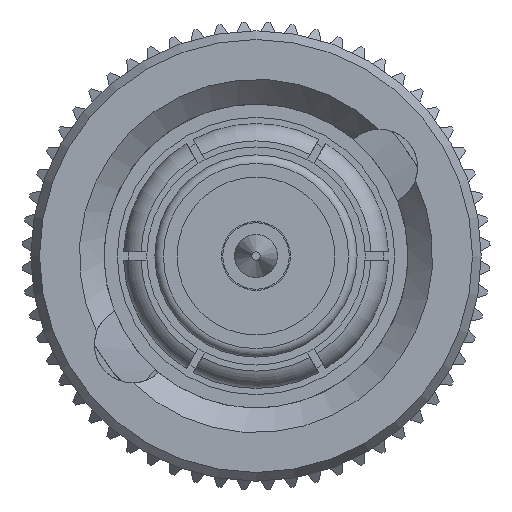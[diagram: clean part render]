
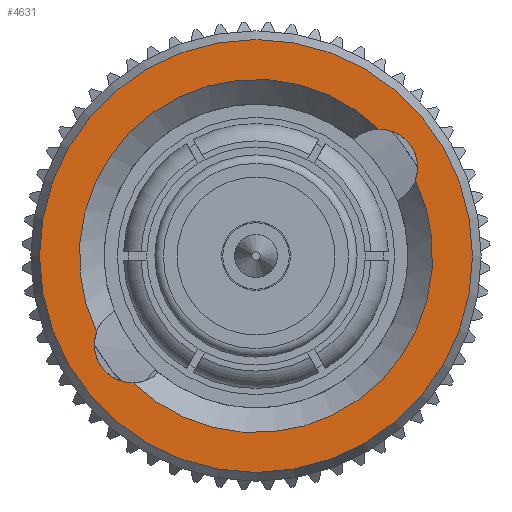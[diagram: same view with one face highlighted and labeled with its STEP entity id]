
A CAD part, left-side view. The second image highlights one B-rep face of the part: STEP entity #4631.
In plain terms, the highlighted planar face has unit normal (-1, 0, 0).
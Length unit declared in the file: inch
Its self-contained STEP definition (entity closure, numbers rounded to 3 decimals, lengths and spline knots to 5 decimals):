
#76 = AXIS2_PLACEMENT_3D ( 'NONE', #10708, #8465, #2240 ) ;
#107 = CARTESIAN_POINT ( 'NONE',  ( 0.047, 0., 0. ) ) ;
#108 = CARTESIAN_POINT ( 'NONE',  ( 0.047, -0.14961, 0.15433 ) ) ;
#1005 = EDGE_CURVE ( 'NONE', #3996, #6469, #10419, .T. ) ;
#1175 = VERTEX_POINT ( 'NONE', #108 ) ;
#1726 = DIRECTION ( 'NONE',  ( 1., 0., 0. ) ) ;
#2240 = DIRECTION ( 'NONE',  ( 0., 0., -1. ) ) ;
#2368 = DIRECTION ( 'NONE',  ( 1., 0., 0. ) ) ;
#2509 = AXIS2_PLACEMENT_3D ( 'NONE', #7946, #8080, #10031 ) ;
#3545 = PLANE ( 'NONE',  #13431 ) ;
#3996 = VERTEX_POINT ( 'NONE', #6891 ) ;
#4229 = EDGE_LOOP ( 'NONE', ( #9765, #7739, #11292, #8677 ) ) ;
#4369 = DIRECTION ( 'NONE',  ( 1., 0., 0. ) ) ;
#4631 = ADVANCED_FACE ( 'NONE', ( #5731, #8024 ), #3545, .F. ) ;
#5617 = EDGE_CURVE ( 'NONE', #1175, #11568, #9453, .T. ) ;
#5639 = AXIS2_PLACEMENT_3D ( 'NONE', #107, #4369, #11143 ) ;
#5731 = FACE_OUTER_BOUND ( 'NONE', #8938, .T. ) ;
#5840 = CARTESIAN_POINT ( 'NONE',  ( 0.047, 0., 0. ) ) ;
#6469 = VERTEX_POINT ( 'NONE', #11823 ) ;
#6810 = DIRECTION ( 'NONE',  ( 0., 0., 1. ) ) ;
#6891 = CARTESIAN_POINT ( 'NONE',  ( 0.047, 0.14961, -0.15433 ) ) ;
#7682 = CARTESIAN_POINT ( 'NONE',  ( 0.047, 0.15021, -0.10789 ) ) ;
#7739 = ORIENTED_EDGE ( 'NONE', *, *, #5617, .T. ) ;
#7810 = CARTESIAN_POINT ( 'NONE',  ( 0.047, 0., -0.26339 ) ) ;
#7946 = CARTESIAN_POINT ( 'NONE',  ( 0.047, 0., 0. ) ) ;
#8024 = FACE_BOUND ( 'NONE', #4229, .T. ) ;
#8080 = DIRECTION ( 'NONE',  ( 1., 0., 0. ) ) ;
#8465 = DIRECTION ( 'NONE',  ( 1., 0., 0. ) ) ;
#8521 = CIRCLE ( 'NONE', #2509, 0.26339 ) ;
#8677 = ORIENTED_EDGE ( 'NONE', *, *, #1005, .T. ) ;
#8938 = EDGE_LOOP ( 'NONE', ( #13465 ) ) ;
#9012 = CARTESIAN_POINT ( 'NONE',  ( 0.047, 0., -0.26339 ) ) ;
#9070 = AXIS2_PLACEMENT_3D ( 'NONE', #7682, #2368, #13110 ) ;
#9453 = CIRCLE ( 'NONE', #76, 0.04645 ) ;
#9765 = ORIENTED_EDGE ( 'NONE', *, *, #10603, .T. ) ;
#10031 = DIRECTION ( 'NONE',  ( 0., 0., -1. ) ) ;
#10214 = EDGE_CURVE ( 'NONE', #11045, #11045, #8521, .T. ) ;
#10249 = DIRECTION ( 'NONE',  ( 0., 0., -1. ) ) ;
#10291 = DIRECTION ( 'NONE',  ( 1., 0., 0. ) ) ;
#10419 = CIRCLE ( 'NONE', #9070, 0.04645 ) ;
#10516 = EDGE_CURVE ( 'NONE', #11568, #3996, #12541, .T. ) ;
#10603 = EDGE_CURVE ( 'NONE', #6469, #1175, #11862, .T. ) ;
#10708 = CARTESIAN_POINT ( 'NONE',  ( 0.047, -0.15021, 0.10789 ) ) ;
#11045 = VERTEX_POINT ( 'NONE', #9012 ) ;
#11143 = DIRECTION ( 'NONE',  ( 0., 0., 1. ) ) ;
#11292 = ORIENTED_EDGE ( 'NONE', *, *, #10516, .T. ) ;
#11568 = VERTEX_POINT ( 'NONE', #12417 ) ;
#11823 = CARTESIAN_POINT ( 'NONE',  ( 0.047, 0.19403, -0.09247 ) ) ;
#11862 = CIRCLE ( 'NONE', #13648, 0.21494 ) ;
#12417 = CARTESIAN_POINT ( 'NONE',  ( 0.047, -0.19403, 0.09247 ) ) ;
#12541 = CIRCLE ( 'NONE', #5639, 0.21494 ) ;
#13110 = DIRECTION ( 'NONE',  ( 0., 0., -1. ) ) ;
#13431 = AXIS2_PLACEMENT_3D ( 'NONE', #7810, #1726, #10249 ) ;
#13465 = ORIENTED_EDGE ( 'NONE', *, *, #10214, .F. ) ;
#13648 = AXIS2_PLACEMENT_3D ( 'NONE', #5840, #10291, #6810 ) ;
